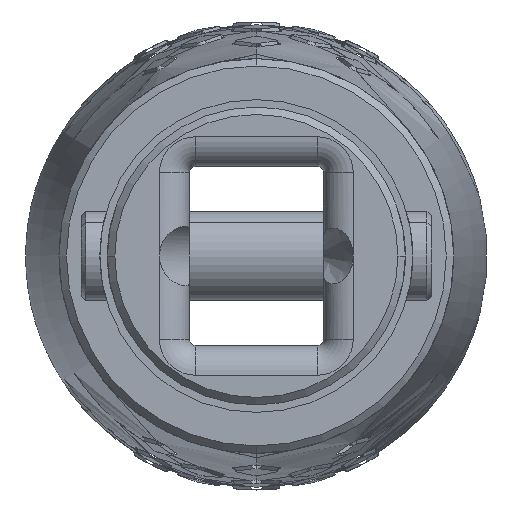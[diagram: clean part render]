
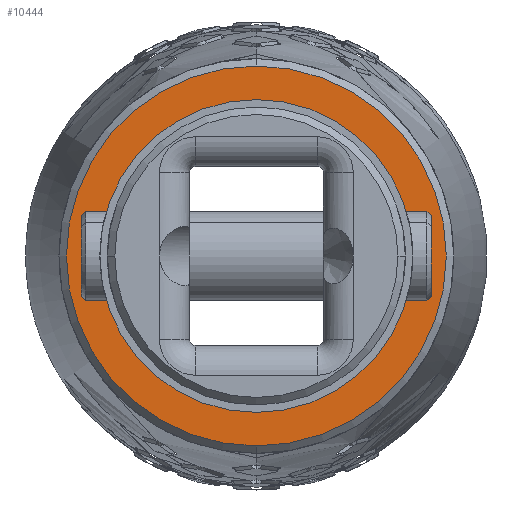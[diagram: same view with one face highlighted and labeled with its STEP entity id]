
A CAD part, front view. The second image highlights one B-rep face of the part: STEP entity #10444.
In plain terms, the highlighted planar face has unit normal (0, -1, 0).
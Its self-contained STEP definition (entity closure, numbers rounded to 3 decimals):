
#646 = DIRECTION ( 'NONE',  ( 0., 0., -1. ) ) ;
#860 = AXIS2_PLACEMENT_3D ( 'NONE', #11298, #30579, #646 ) ;
#2897 = EDGE_CURVE ( 'NONE', #12142, #26320, #19931, .T. ) ;
#3962 = AXIS2_PLACEMENT_3D ( 'NONE', #4780, #22463, #7305 ) ;
#4780 = CARTESIAN_POINT ( 'NONE',  ( 73.287, 208.609, 0. ) ) ;
#5186 = AXIS2_PLACEMENT_3D ( 'NONE', #6992, #24703, #9505 ) ;
#5988 = VERTEX_POINT ( 'NONE', #26478 ) ;
#6992 = CARTESIAN_POINT ( 'NONE',  ( 73.287, 208.609, 0. ) ) ;
#7305 = DIRECTION ( 'NONE',  ( 0., 0., -1. ) ) ;
#8626 = EDGE_LOOP ( 'NONE', ( #15627, #12985 ) ) ;
#9505 = DIRECTION ( 'NONE',  ( 0., 0., 1. ) ) ;
#10444 = ADVANCED_FACE ( 'NONE', ( #27594, #20762 ), #17131, .T. ) ;
#11298 = CARTESIAN_POINT ( 'NONE',  ( 73.287, 208.609, 0. ) ) ;
#12142 = VERTEX_POINT ( 'NONE', #28593 ) ;
#12234 = CARTESIAN_POINT ( 'NONE',  ( 73.287, 208.609, 0. ) ) ;
#12985 = ORIENTED_EDGE ( 'NONE', *, *, #14138, .F. ) ;
#13608 = CARTESIAN_POINT ( 'NONE',  ( 73.287, 208.609, 0. ) ) ;
#14137 = ORIENTED_EDGE ( 'NONE', *, *, #31719, .T. ) ;
#14138 = EDGE_CURVE ( 'NONE', #5988, #32413, #17692, .T. ) ;
#14773 = DIRECTION ( 'NONE',  ( 0., 0., -1. ) ) ;
#14938 = AXIS2_PLACEMENT_3D ( 'NONE', #13608, #31495, #16161 ) ;
#15627 = ORIENTED_EDGE ( 'NONE', *, *, #27183, .F. ) ;
#16161 = DIRECTION ( 'NONE',  ( 0., 0., 1. ) ) ;
#17131 = PLANE ( 'NONE',  #3962 ) ;
#17692 = CIRCLE ( 'NONE', #14938, 12.75 ) ;
#17717 = EDGE_LOOP ( 'NONE', ( #14137, #29584 ) ) ;
#18403 = CIRCLE ( 'NONE', #22867, 10.5 ) ;
#19931 = CIRCLE ( 'NONE', #860, 10.5 ) ;
#20762 = FACE_OUTER_BOUND ( 'NONE', #8626, .T. ) ;
#22463 = DIRECTION ( 'NONE',  ( 0., -1., 0. ) ) ;
#22553 = CARTESIAN_POINT ( 'NONE',  ( 73.287, 208.609, 12.75 ) ) ;
#22867 = AXIS2_PLACEMENT_3D ( 'NONE', #12234, #30071, #14773 ) ;
#24302 = CIRCLE ( 'NONE', #5186, 12.75 ) ;
#24703 = DIRECTION ( 'NONE',  ( 0., 1., 0. ) ) ;
#26320 = VERTEX_POINT ( 'NONE', #32524 ) ;
#26478 = CARTESIAN_POINT ( 'NONE',  ( 73.287, 208.609, -12.75 ) ) ;
#27183 = EDGE_CURVE ( 'NONE', #32413, #5988, #24302, .T. ) ;
#27594 = FACE_BOUND ( 'NONE', #17717, .T. ) ;
#28593 = CARTESIAN_POINT ( 'NONE',  ( 73.287, 208.609, 10.5 ) ) ;
#29584 = ORIENTED_EDGE ( 'NONE', *, *, #2897, .T. ) ;
#30071 = DIRECTION ( 'NONE',  ( 0., 1., 0. ) ) ;
#30579 = DIRECTION ( 'NONE',  ( 0., 1., 0. ) ) ;
#31495 = DIRECTION ( 'NONE',  ( 0., 1., 0. ) ) ;
#31719 = EDGE_CURVE ( 'NONE', #26320, #12142, #18403, .T. ) ;
#32413 = VERTEX_POINT ( 'NONE', #22553 ) ;
#32524 = CARTESIAN_POINT ( 'NONE',  ( 73.287, 208.609, -10.5 ) ) ;
